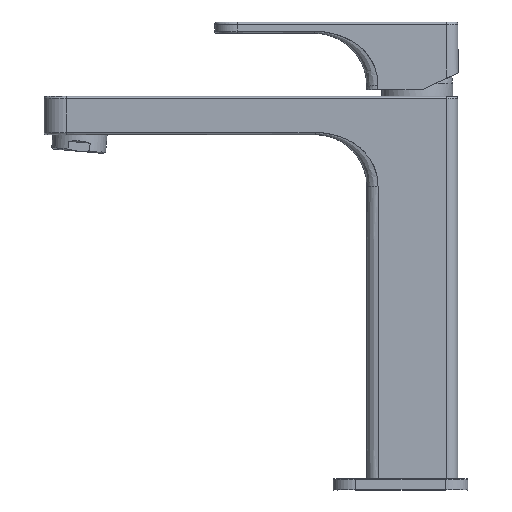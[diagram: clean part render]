
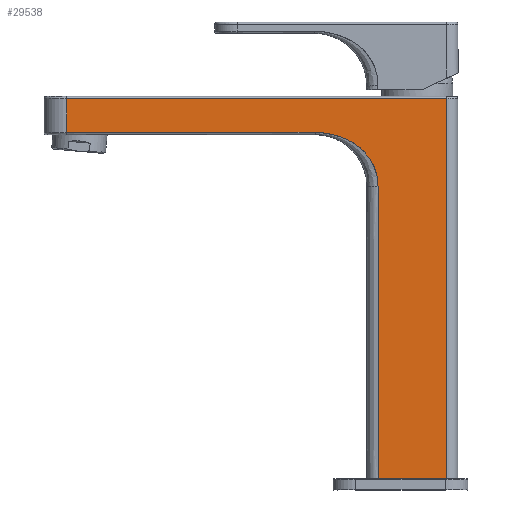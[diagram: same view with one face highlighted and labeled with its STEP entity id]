
A CAD part, left-side view. The second image highlights one B-rep face of the part: STEP entity #29538.
In plain terms, the highlighted planar face has unit normal (1, 0, 0).
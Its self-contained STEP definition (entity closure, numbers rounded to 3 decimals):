
#29463=CARTESIAN_POINT('Axis2P3D Location',(-18.,0.,0.)) ;
#29468=CARTESIAN_POINT('Line Origine',(-18.,156.,161.5)) ;
#29472=CARTESIAN_POINT('Vertex',(-18.,156.,154.)) ;
#29474=CARTESIAN_POINT('Vertex',(-18.,156.,169.)) ;
#29477=CARTESIAN_POINT('Line Origine',(-18.,71.5,169.)) ;
#29481=CARTESIAN_POINT('Vertex',(-18.,-13.,169.)) ;
#29484=CARTESIAN_POINT('Line Origine',(-18.,-13.,84.5)) ;
#29488=CARTESIAN_POINT('Vertex',(-18.,-13.,0.)) ;
#29491=CARTESIAN_POINT('Line Origine',(-18.,2.25,0.)) ;
#29495=CARTESIAN_POINT('Vertex',(-18.,17.5,0.)) ;
#29498=CARTESIAN_POINT('Line Origine',(-18.,17.5,65.)) ;
#29502=CARTESIAN_POINT('Vertex',(-18.,17.5,130.)) ;
#29506=CARTESIAN_POINT('Control Point',(-18.,17.5,130.)) ;
#29507=CARTESIAN_POINT('Control Point',(-18.,17.499,131.996)) ;
#29508=CARTESIAN_POINT('Control Point',(-18.,17.68,134.03)) ;
#29509=CARTESIAN_POINT('Control Point',(-18.,18.133,136.06)) ;
#29510=CARTESIAN_POINT('Control Point',(-18.,19.557,140.022)) ;
#29511=CARTESIAN_POINT('Control Point',(-18.,21.902,143.561)) ;
#29512=CARTESIAN_POINT('Control Point',(-18.,23.291,145.201)) ;
#29513=CARTESIAN_POINT('Control Point',(-18.,26.591,148.312)) ;
#29514=CARTESIAN_POINT('Control Point',(-18.,30.466,150.608)) ;
#29515=CARTESIAN_POINT('Control Point',(-18.,32.624,151.583)) ;
#29516=CARTESIAN_POINT('Control Point',(-18.,36.514,152.907)) ;
#29517=CARTESIAN_POINT('Control Point',(-18.,40.457,153.638)) ;
#29518=CARTESIAN_POINT('Control Point',(-18.,42.149,153.856)) ;
#29519=CARTESIAN_POINT('Control Point',(-18.,43.836,154.001)) ;
#29520=CARTESIAN_POINT('Control Point',(-18.,45.5,154.)) ;
#29521=CARTESIAN_POINT('Vertex',(-18.,45.5,154.)) ;
#29524=CARTESIAN_POINT('Line Origine',(-18.,100.75,154.)) ;
#29470=VECTOR('Line Direction',#29469,1.) ;
#29479=VECTOR('Line Direction',#29478,1.) ;
#29486=VECTOR('Line Direction',#29485,1.) ;
#29493=VECTOR('Line Direction',#29492,1.) ;
#29500=VECTOR('Line Direction',#29499,1.) ;
#29526=VECTOR('Line Direction',#29525,1.) ;
#29464=DIRECTION('Axis2P3D Direction',(1.,0.,0.)) ;
#29465=DIRECTION('Axis2P3D XDirection',(0.,1.,0.)) ;
#29469=DIRECTION('Vector Direction',(0.,0.,1.)) ;
#29478=DIRECTION('Vector Direction',(0.,-1.,0.)) ;
#29485=DIRECTION('Vector Direction',(0.,0.,-1.)) ;
#29492=DIRECTION('Vector Direction',(0.,1.,0.)) ;
#29499=DIRECTION('Vector Direction',(0.,0.,1.)) ;
#29525=DIRECTION('Vector Direction',(0.,1.,0.)) ;
#29466=AXIS2_PLACEMENT_3D('Plane Axis2P3D',#29463,#29464,#29465) ;
#29471=LINE('Line',#29468,#29470) ;
#29480=LINE('Line',#29477,#29479) ;
#29487=LINE('Line',#29484,#29486) ;
#29494=LINE('Line',#29491,#29493) ;
#29501=LINE('Line',#29498,#29500) ;
#29527=LINE('Line',#29524,#29526) ;
#29467=PLANE('',#29466) ;
#29476=EDGE_CURVE('',#29473,#29475,#29471,.T.) ;
#29483=EDGE_CURVE('',#29475,#29482,#29480,.T.) ;
#29490=EDGE_CURVE('',#29482,#29489,#29487,.T.) ;
#29497=EDGE_CURVE('',#29489,#29496,#29494,.T.) ;
#29504=EDGE_CURVE('',#29496,#29503,#29501,.T.) ;
#29523=EDGE_CURVE('',#29503,#29522,#29505,.T.) ;
#29528=EDGE_CURVE('',#29522,#29473,#29527,.T.) ;
#29530=ORIENTED_EDGE('',*,*,#29476,.T.) ;
#29531=ORIENTED_EDGE('',*,*,#29483,.T.) ;
#29532=ORIENTED_EDGE('',*,*,#29490,.T.) ;
#29533=ORIENTED_EDGE('',*,*,#29497,.T.) ;
#29534=ORIENTED_EDGE('',*,*,#29504,.T.) ;
#29535=ORIENTED_EDGE('',*,*,#29523,.T.) ;
#29536=ORIENTED_EDGE('',*,*,#29528,.T.) ;
#29529=EDGE_LOOP('',(#29530,#29531,#29532,#29533,#29534,#29535,#29536)) ;
#29473=VERTEX_POINT('',#29472) ;
#29475=VERTEX_POINT('',#29474) ;
#29482=VERTEX_POINT('',#29481) ;
#29489=VERTEX_POINT('',#29488) ;
#29496=VERTEX_POINT('',#29495) ;
#29503=VERTEX_POINT('',#29502) ;
#29522=VERTEX_POINT('',#29521) ;
#29538=ADVANCED_FACE('PartBody',(#29537),#29467,.T.) ;
#29505=B_SPLINE_CURVE_WITH_KNOTS('',5,(#29506,#29507,#29508,#29509,#29510,#29511,#29512,#29513,#29514,#29515,#29516,#29517,#29518,#29519,#29520),.UNSPECIFIED.,.F.,.U.,(6,3,3,3,6),(0.,14.419,29.118,45.62,58.199),.UNSPECIFIED.) ;
#29537=FACE_OUTER_BOUND('',#29529,.T.) ;
